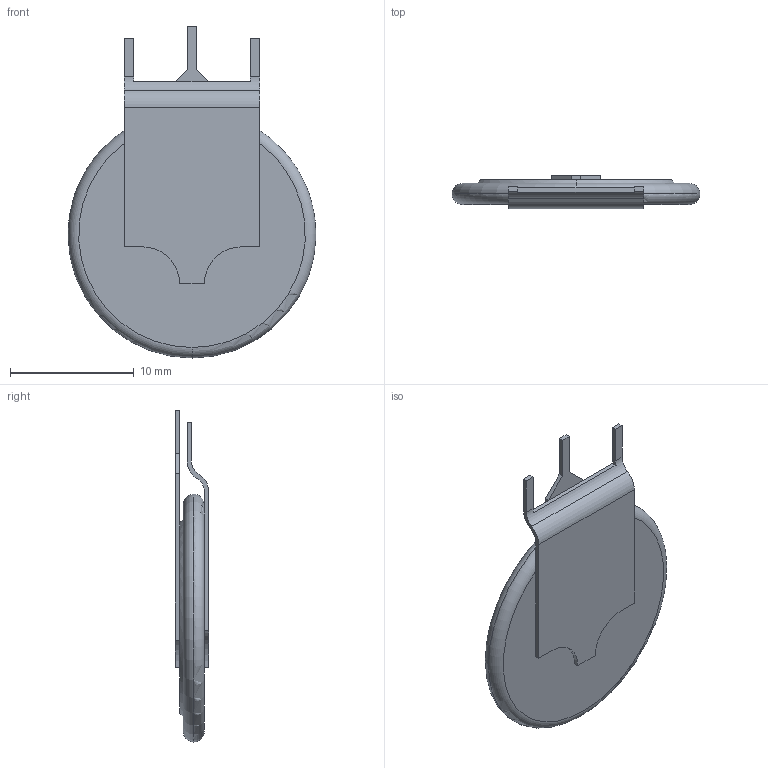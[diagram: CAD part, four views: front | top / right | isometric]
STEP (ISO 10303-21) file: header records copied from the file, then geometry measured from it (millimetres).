
FILE_DESCRIPTION (( 'STEP AP214' ), '1' );
FILE_NAME ('ML2020_G1A.STEP', '2025-04-24T06:36:57', ( '' ), ( '' ), 'SwSTEP 2.0', 'SolidWorks 2025', '' );
FILE_SCHEMA (( 'AUTOMOTIVE_DESIGN' ));
Length unit declared in the file: inch
Products named in the file (1): ML2020_G1A
Bounding box: 20 x 2.7 x 26.8 mm (x, y, z)
Volume: 654.2 mm3; surface area: 882.4 mm2
Topology: 1 solids, 1 shells, 43 faces, 114 edges, 74 vertices
Faces by surface type: plane 29, cylinder 8, torus 4, cone 2
Entity records: 1365 total; most frequent: DIRECTION 240, CARTESIAN_POINT 232, ORIENTED_EDGE 228, EDGE_CURVE 114, AXIS2_PLACEMENT_3D 82, LINE 76, VECTOR 76, VERTEX_POINT 74
